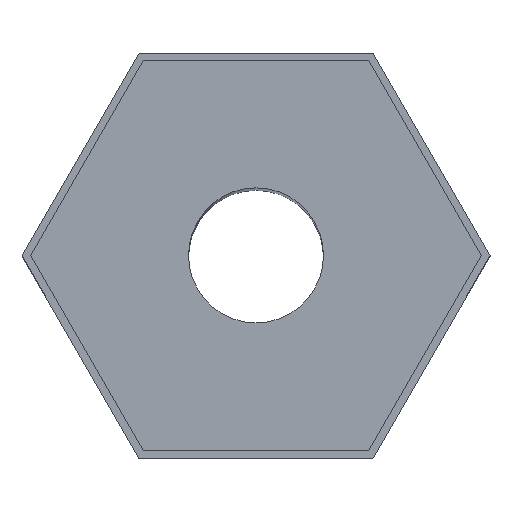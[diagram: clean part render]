
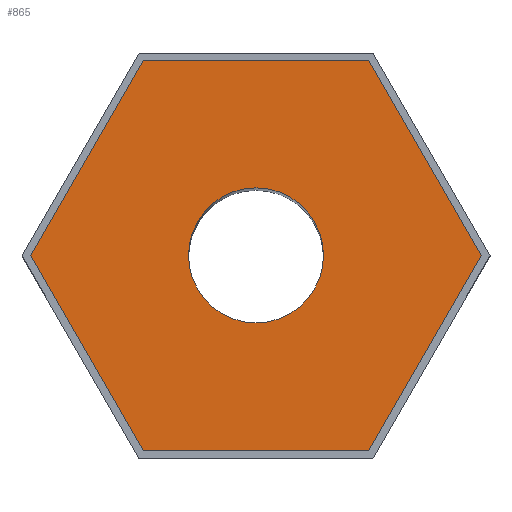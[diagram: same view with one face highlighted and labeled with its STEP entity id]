
A CAD part, top view. The second image highlights one B-rep face of the part: STEP entity #865.
In plain terms, the highlighted planar face has unit normal (0, 0, 1).
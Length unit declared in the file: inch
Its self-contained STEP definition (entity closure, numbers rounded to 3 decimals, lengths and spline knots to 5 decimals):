
#545=CARTESIAN_POINT('',(-0.28125,0.0,0.0));
#546=VERTEX_POINT('',#545);
#554=CARTESIAN_POINT('',(0.28125,0.,0.0));
#555=VERTEX_POINT('',#554);
#562=CARTESIAN_POINT('',(0.0,0.0,0.0));
#563=DIRECTION('',(0.0,0.0,-1.0));
#564=DIRECTION('',(-1.0,0.0,0.0));
#565=AXIS2_PLACEMENT_3D('',#562,#563,#564);
#566=CIRCLE('',#565,0.28125);
#567=EDGE_CURVE('',#546,#555,#566,.T.);
#653=CARTESIAN_POINT('',(-0.4691,-0.8125,0.0));
#654=VERTEX_POINT('',#653);
#661=CARTESIAN_POINT('',(-0.93819,0.0,0.0));
#662=VERTEX_POINT('',#661);
#663=CARTESIAN_POINT('',(-0.93819,0.0,0.0));
#664=DIRECTION('',(0.5,-0.866,0.0));
#665=VECTOR('',#664,0.93819);
#666=LINE('',#663,#665);
#667=EDGE_CURVE('',#662,#654,#666,.T.);
#691=CARTESIAN_POINT('',(0.4691,-0.8125,0.0));
#692=VERTEX_POINT('',#691);
#699=CARTESIAN_POINT('',(-0.4691,-0.8125,0.0));
#700=DIRECTION('',(1.0,0.0,0.0));
#701=VECTOR('',#700,0.93819);
#702=LINE('',#699,#701);
#703=EDGE_CURVE('',#654,#692,#702,.T.);
#722=CARTESIAN_POINT('',(0.93819,0.,0.0));
#723=VERTEX_POINT('',#722);
#730=CARTESIAN_POINT('',(0.4691,-0.8125,0.0));
#731=DIRECTION('',(0.5,0.866,0.0));
#732=VECTOR('',#731,0.93819);
#733=LINE('',#730,#732);
#734=EDGE_CURVE('',#692,#723,#733,.T.);
#753=CARTESIAN_POINT('',(0.4691,0.8125,0.0));
#754=VERTEX_POINT('',#753);
#761=CARTESIAN_POINT('',(0.93819,0.,0.0));
#762=DIRECTION('',(-0.5,0.866,0.0));
#763=VECTOR('',#762,0.93819);
#764=LINE('',#761,#763);
#765=EDGE_CURVE('',#723,#754,#764,.T.);
#784=CARTESIAN_POINT('',(-0.4691,0.8125,0.0));
#785=VERTEX_POINT('',#784);
#792=CARTESIAN_POINT('',(0.4691,0.8125,0.0));
#793=DIRECTION('',(-1.0,0.0,0.0));
#794=VECTOR('',#793,0.93819);
#795=LINE('',#792,#794);
#796=EDGE_CURVE('',#754,#785,#795,.T.);
#814=CARTESIAN_POINT('',(-0.4691,0.8125,0.0));
#815=DIRECTION('',(-0.5,-0.866,0.0));
#816=VECTOR('',#815,0.93819);
#817=LINE('',#814,#816);
#818=EDGE_CURVE('',#785,#662,#817,.T.);
#842=CARTESIAN_POINT('',(0.0,0.0,0.0));
#843=DIRECTION('',(0.0,0.0,-1.0));
#844=DIRECTION('',(-1.0,0.0,0.0));
#845=AXIS2_PLACEMENT_3D('',#842,#843,#844);
#846=PLANE('',#845);
#847=ORIENTED_EDGE('',*,*,#818,.T.);
#848=ORIENTED_EDGE('',*,*,#667,.T.);
#849=ORIENTED_EDGE('',*,*,#703,.T.);
#850=ORIENTED_EDGE('',*,*,#734,.T.);
#851=ORIENTED_EDGE('',*,*,#765,.T.);
#852=ORIENTED_EDGE('',*,*,#796,.T.);
#853=EDGE_LOOP('',(#847,#848,#849,#850,#851,#852));
#854=FACE_OUTER_BOUND('',#853,.T.);
#855=ORIENTED_EDGE('',*,*,#567,.T.);
#856=CARTESIAN_POINT('',(0.0,0.0,0.0));
#857=DIRECTION('',(0.0,0.0,-1.0));
#858=DIRECTION('',(-1.0,0.0,0.0));
#859=AXIS2_PLACEMENT_3D('',#856,#857,#858);
#860=CIRCLE('',#859,0.28125);
#861=EDGE_CURVE('',#555,#546,#860,.T.);
#862=ORIENTED_EDGE('',*,*,#861,.T.);
#863=EDGE_LOOP('',(#855,#862));
#864=FACE_BOUND('',#863,.T.);
#865=ADVANCED_FACE('',(#854,#864),#846,.F.);
